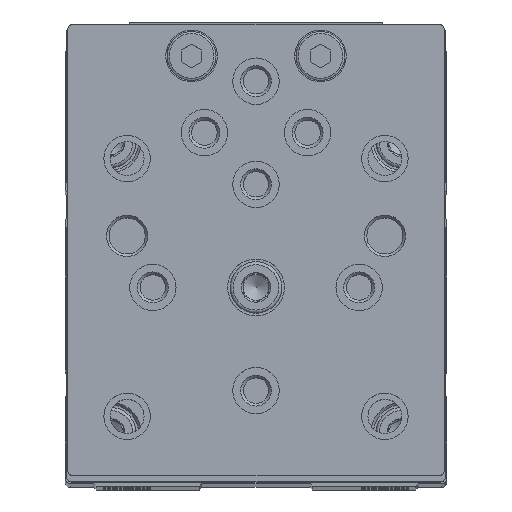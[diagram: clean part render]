
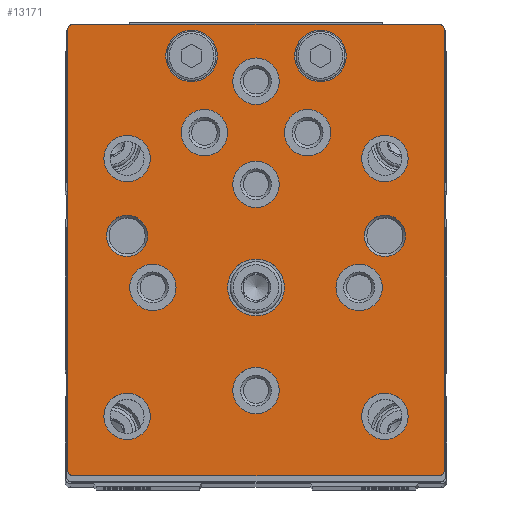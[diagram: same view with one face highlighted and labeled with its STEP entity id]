
A CAD part, top view. The second image highlights one B-rep face of the part: STEP entity #13171.
In plain terms, the highlighted planar face has unit normal (0, 0, 1).
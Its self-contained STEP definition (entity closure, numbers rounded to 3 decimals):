
#572=PLANE('',#14588);
#1186=CIRCLE('',#14574,1.);
#1188=CIRCLE('',#14578,1.);
#1190=CIRCLE('',#14582,1.);
#1192=CIRCLE('',#14586,1.);
#1193=CIRCLE('',#14589,5.5);
#1194=CIRCLE('',#14590,4.);
#1195=CIRCLE('',#14591,4.);
#1196=CIRCLE('',#14592,4.5);
#1197=CIRCLE('',#14593,4.5);
#1198=CIRCLE('',#14594,4.5);
#1199=CIRCLE('',#14595,4.5);
#1200=CIRCLE('',#14596,4.5);
#1201=CIRCLE('',#14597,4.5);
#1202=CIRCLE('',#14598,4.5);
#1203=CIRCLE('',#14599,4.5);
#1204=CIRCLE('',#14600,4.5);
#1205=CIRCLE('',#14601,4.5);
#1206=CIRCLE('',#14602,4.5);
#1207=CIRCLE('',#14603,5.);
#1208=CIRCLE('',#14604,5.);
#2123=LINE('',#22566,#3039);
#2127=LINE('',#22578,#3043);
#2131=LINE('',#22590,#3047);
#2135=LINE('',#22600,#3051);
#3039=VECTOR('',#18175,1000.);
#3043=VECTOR('',#18187,1000.);
#3047=VECTOR('',#18199,1000.);
#3051=VECTOR('',#18211,1000.);
#6168=ORIENTED_EDGE('',*,*,#8106,.T.);
#6169=ORIENTED_EDGE('',*,*,#8107,.T.);
#6170=ORIENTED_EDGE('',*,*,#8108,.T.);
#6171=ORIENTED_EDGE('',*,*,#8109,.T.);
#6172=ORIENTED_EDGE('',*,*,#8110,.T.);
#6173=ORIENTED_EDGE('',*,*,#8111,.T.);
#6174=ORIENTED_EDGE('',*,*,#8112,.T.);
#6175=ORIENTED_EDGE('',*,*,#8113,.T.);
#6176=ORIENTED_EDGE('',*,*,#8114,.T.);
#6177=ORIENTED_EDGE('',*,*,#8115,.T.);
#6178=ORIENTED_EDGE('',*,*,#8116,.T.);
#6179=ORIENTED_EDGE('',*,*,#8117,.T.);
#6180=ORIENTED_EDGE('',*,*,#8118,.T.);
#6181=ORIENTED_EDGE('',*,*,#8119,.T.);
#6182=ORIENTED_EDGE('',*,*,#8120,.F.);
#6183=ORIENTED_EDGE('',*,*,#8121,.F.);
#6184=ORIENTED_EDGE('',*,*,#8083,.T.);
#6185=ORIENTED_EDGE('',*,*,#8087,.T.);
#6186=ORIENTED_EDGE('',*,*,#8090,.T.);
#6187=ORIENTED_EDGE('',*,*,#8093,.T.);
#6188=ORIENTED_EDGE('',*,*,#8096,.T.);
#6189=ORIENTED_EDGE('',*,*,#8099,.T.);
#6190=ORIENTED_EDGE('',*,*,#8102,.T.);
#6191=ORIENTED_EDGE('',*,*,#8105,.T.);
#8083=EDGE_CURVE('',#9403,#9402,#1186,.T.);
#8087=EDGE_CURVE('',#9402,#9405,#2123,.T.);
#8090=EDGE_CURVE('',#9405,#9407,#1188,.T.);
#8093=EDGE_CURVE('',#9407,#9409,#2127,.T.);
#8096=EDGE_CURVE('',#9409,#9411,#1190,.T.);
#8099=EDGE_CURVE('',#9411,#9413,#2131,.T.);
#8102=EDGE_CURVE('',#9413,#9415,#1192,.T.);
#8105=EDGE_CURVE('',#9415,#9403,#2135,.T.);
#8106=EDGE_CURVE('',#9416,#9416,#1193,.T.);
#8107=EDGE_CURVE('',#9417,#9417,#1194,.T.);
#8108=EDGE_CURVE('',#9418,#9418,#1195,.T.);
#8109=EDGE_CURVE('',#9419,#9419,#1196,.T.);
#8110=EDGE_CURVE('',#9420,#9420,#1197,.T.);
#8111=EDGE_CURVE('',#9421,#9421,#1198,.T.);
#8112=EDGE_CURVE('',#9422,#9422,#1199,.T.);
#8113=EDGE_CURVE('',#9423,#9423,#1200,.T.);
#8114=EDGE_CURVE('',#9424,#9424,#1201,.T.);
#8115=EDGE_CURVE('',#9425,#9425,#1202,.T.);
#8116=EDGE_CURVE('',#9426,#9426,#1203,.T.);
#8117=EDGE_CURVE('',#9427,#9427,#1204,.T.);
#8118=EDGE_CURVE('',#9428,#9428,#1205,.T.);
#8119=EDGE_CURVE('',#9429,#9429,#1206,.T.);
#8120=EDGE_CURVE('',#9430,#9430,#1207,.T.);
#8121=EDGE_CURVE('',#9431,#9431,#1208,.T.);
#9402=VERTEX_POINT('',#22557);
#9403=VERTEX_POINT('',#22559);
#9405=VERTEX_POINT('',#22565);
#9407=VERTEX_POINT('',#22571);
#9409=VERTEX_POINT('',#22577);
#9411=VERTEX_POINT('',#22583);
#9413=VERTEX_POINT('',#22589);
#9415=VERTEX_POINT('',#22595);
#9416=VERTEX_POINT('',#22603);
#9417=VERTEX_POINT('',#22605);
#9418=VERTEX_POINT('',#22607);
#9419=VERTEX_POINT('',#22609);
#9420=VERTEX_POINT('',#22611);
#9421=VERTEX_POINT('',#22613);
#9422=VERTEX_POINT('',#22615);
#9423=VERTEX_POINT('',#22617);
#9424=VERTEX_POINT('',#22619);
#9425=VERTEX_POINT('',#22621);
#9426=VERTEX_POINT('',#22623);
#9427=VERTEX_POINT('',#22625);
#9428=VERTEX_POINT('',#22627);
#9429=VERTEX_POINT('',#22629);
#9430=VERTEX_POINT('',#22631);
#9431=VERTEX_POINT('',#22633);
#10717=EDGE_LOOP('',(#6168));
#10718=EDGE_LOOP('',(#6169));
#10719=EDGE_LOOP('',(#6170));
#10720=EDGE_LOOP('',(#6171));
#10721=EDGE_LOOP('',(#6172));
#10722=EDGE_LOOP('',(#6173));
#10723=EDGE_LOOP('',(#6174));
#10724=EDGE_LOOP('',(#6175));
#10725=EDGE_LOOP('',(#6176));
#10726=EDGE_LOOP('',(#6177));
#10727=EDGE_LOOP('',(#6178));
#10728=EDGE_LOOP('',(#6179));
#10729=EDGE_LOOP('',(#6180));
#10730=EDGE_LOOP('',(#6181));
#10731=EDGE_LOOP('',(#6182));
#10732=EDGE_LOOP('',(#6183));
#10733=EDGE_LOOP('',(#6184,#6185,#6186,#6187,#6188,#6189,#6190,#6191));
#11987=FACE_BOUND('',#10717,.T.);
#11988=FACE_BOUND('',#10718,.T.);
#11989=FACE_BOUND('',#10719,.T.);
#11990=FACE_BOUND('',#10720,.T.);
#11991=FACE_BOUND('',#10721,.T.);
#11992=FACE_BOUND('',#10722,.T.);
#11993=FACE_BOUND('',#10723,.T.);
#11994=FACE_BOUND('',#10724,.T.);
#11995=FACE_BOUND('',#10725,.T.);
#11996=FACE_BOUND('',#10726,.T.);
#11997=FACE_BOUND('',#10727,.T.);
#11998=FACE_BOUND('',#10728,.T.);
#11999=FACE_BOUND('',#10729,.T.);
#12000=FACE_BOUND('',#10730,.T.);
#12001=FACE_BOUND('',#10731,.T.);
#12002=FACE_BOUND('',#10732,.T.);
#12003=FACE_BOUND('',#10733,.T.);
#13171=ADVANCED_FACE('',(#11987,#11988,#11989,#11990,#11991,#11992,#11993,
#11994,#11995,#11996,#11997,#11998,#11999,#12000,#12001,#12002,#12003),
#572,.T.);
#14574=AXIS2_PLACEMENT_3D('',#22558,#18168,#18169);
#14578=AXIS2_PLACEMENT_3D('',#22572,#18181,#18182);
#14582=AXIS2_PLACEMENT_3D('',#22584,#18193,#18194);
#14586=AXIS2_PLACEMENT_3D('',#22596,#18205,#18206);
#14588=AXIS2_PLACEMENT_3D('',#22601,#18212,#18213);
#14589=AXIS2_PLACEMENT_3D('',#22602,#18214,#18215);
#14590=AXIS2_PLACEMENT_3D('',#22604,#18216,#18217);
#14591=AXIS2_PLACEMENT_3D('',#22606,#18218,#18219);
#14592=AXIS2_PLACEMENT_3D('',#22608,#18220,#18221);
#14593=AXIS2_PLACEMENT_3D('',#22610,#18222,#18223);
#14594=AXIS2_PLACEMENT_3D('',#22612,#18224,#18225);
#14595=AXIS2_PLACEMENT_3D('',#22614,#18226,#18227);
#14596=AXIS2_PLACEMENT_3D('',#22616,#18228,#18229);
#14597=AXIS2_PLACEMENT_3D('',#22618,#18230,#18231);
#14598=AXIS2_PLACEMENT_3D('',#22620,#18232,#18233);
#14599=AXIS2_PLACEMENT_3D('',#22622,#18234,#18235);
#14600=AXIS2_PLACEMENT_3D('',#22624,#18236,#18237);
#14601=AXIS2_PLACEMENT_3D('',#22626,#18238,#18239);
#14602=AXIS2_PLACEMENT_3D('',#22628,#18240,#18241);
#14603=AXIS2_PLACEMENT_3D('',#22630,#18242,#18243);
#14604=AXIS2_PLACEMENT_3D('',#22632,#18244,#18245);
#18168=DIRECTION('',(0.,0.,1.));
#18169=DIRECTION('',(1.,0.,0.));
#18175=DIRECTION('',(0.,-1.,0.));
#18181=DIRECTION('',(0.,0.,1.));
#18182=DIRECTION('',(1.,0.,0.));
#18187=DIRECTION('',(1.,0.,0.));
#18193=DIRECTION('',(0.,0.,1.));
#18194=DIRECTION('',(1.,0.,0.));
#18199=DIRECTION('',(0.,1.,0.));
#18205=DIRECTION('',(0.,0.,1.));
#18206=DIRECTION('',(1.,0.,0.));
#18211=DIRECTION('',(-1.,0.,0.));
#18212=DIRECTION('',(0.,0.,1.));
#18213=DIRECTION('',(1.,0.,0.));
#18214=DIRECTION('',(0.,0.,-1.));
#18215=DIRECTION('',(-1.,0.,0.));
#18216=DIRECTION('',(0.,0.,-1.));
#18217=DIRECTION('',(-1.,0.,0.));
#18218=DIRECTION('',(0.,0.,-1.));
#18219=DIRECTION('',(-1.,0.,0.));
#18220=DIRECTION('',(0.,0.,-1.));
#18221=DIRECTION('',(-1.,0.,0.));
#18222=DIRECTION('',(0.,0.,-1.));
#18223=DIRECTION('',(-1.,0.,0.));
#18224=DIRECTION('',(0.,0.,-1.));
#18225=DIRECTION('',(-1.,0.,0.));
#18226=DIRECTION('',(0.,0.,-1.));
#18227=DIRECTION('',(-1.,0.,0.));
#18228=DIRECTION('',(0.,0.,-1.));
#18229=DIRECTION('',(-1.,0.,0.));
#18230=DIRECTION('',(0.,0.,-1.));
#18231=DIRECTION('',(-1.,0.,0.));
#18232=DIRECTION('',(0.,0.,-1.));
#18233=DIRECTION('',(-1.,0.,0.));
#18234=DIRECTION('',(0.,0.,-1.));
#18235=DIRECTION('',(-1.,0.,0.));
#18236=DIRECTION('',(0.,0.,-1.));
#18237=DIRECTION('',(-1.,0.,0.));
#18238=DIRECTION('',(0.,0.,-1.));
#18239=DIRECTION('',(-1.,0.,0.));
#18240=DIRECTION('',(0.,0.,-1.));
#18241=DIRECTION('',(-1.,0.,0.));
#18242=DIRECTION('',(0.,0.,1.));
#18243=DIRECTION('',(1.,0.,0.));
#18244=DIRECTION('',(0.,0.,1.));
#18245=DIRECTION('',(1.,0.,0.));
#22557=CARTESIAN_POINT('',(-36.5,-1.5,15.));
#22558=CARTESIAN_POINT('',(-35.5,-1.5,15.));
#22559=CARTESIAN_POINT('',(-35.5,-0.5,15.));
#22565=CARTESIAN_POINT('',(-36.5,-87.,15.));
#22566=CARTESIAN_POINT('',(-36.5,-1.5,15.));
#22571=CARTESIAN_POINT('',(-35.5,-88.,15.));
#22572=CARTESIAN_POINT('',(-35.5,-87.,15.));
#22577=CARTESIAN_POINT('',(35.5,-88.,15.));
#22578=CARTESIAN_POINT('',(-35.5,-88.,15.));
#22583=CARTESIAN_POINT('',(36.5,-87.,15.));
#22584=CARTESIAN_POINT('',(35.5,-87.,15.));
#22589=CARTESIAN_POINT('',(36.5,-1.5,15.));
#22590=CARTESIAN_POINT('',(36.5,-87.,15.));
#22595=CARTESIAN_POINT('',(35.5,-0.5,15.));
#22596=CARTESIAN_POINT('',(35.5,-1.5,15.));
#22600=CARTESIAN_POINT('',(35.5,-0.5,15.));
#22601=CARTESIAN_POINT('',(-35.5,-1.5,15.));
#22602=CARTESIAN_POINT('',(0.,-51.5,15.));
#22603=CARTESIAN_POINT('',(-5.5,-51.5,15.));
#22604=CARTESIAN_POINT('',(-25.,-41.5,15.));
#22605=CARTESIAN_POINT('',(-29.,-41.5,15.));
#22606=CARTESIAN_POINT('',(25.,-41.5,15.));
#22607=CARTESIAN_POINT('',(21.,-41.5,15.));
#22608=CARTESIAN_POINT('',(-25.,-26.5,15.));
#22609=CARTESIAN_POINT('',(-29.5,-26.5,15.));
#22610=CARTESIAN_POINT('',(-25.,-76.5,15.));
#22611=CARTESIAN_POINT('',(-29.5,-76.5,15.));
#22612=CARTESIAN_POINT('',(25.,-76.5,15.));
#22613=CARTESIAN_POINT('',(20.5,-76.5,15.));
#22614=CARTESIAN_POINT('',(25.,-26.5,15.));
#22615=CARTESIAN_POINT('',(20.5,-26.5,15.));
#22616=CARTESIAN_POINT('',(0.,-71.5,15.));
#22617=CARTESIAN_POINT('',(-4.5,-71.5,15.));
#22618=CARTESIAN_POINT('',(-20.,-51.5,15.));
#22619=CARTESIAN_POINT('',(-24.5,-51.5,15.));
#22620=CARTESIAN_POINT('',(0.,-11.5,15.));
#22621=CARTESIAN_POINT('',(-4.5,-11.5,15.));
#22622=CARTESIAN_POINT('',(10.,-21.5,15.));
#22623=CARTESIAN_POINT('',(5.5,-21.5,15.));
#22624=CARTESIAN_POINT('',(-10.,-21.5,15.));
#22625=CARTESIAN_POINT('',(-14.5,-21.5,15.));
#22626=CARTESIAN_POINT('',(0.,-31.5,15.));
#22627=CARTESIAN_POINT('',(-4.5,-31.5,15.));
#22628=CARTESIAN_POINT('',(20.,-51.5,15.));
#22629=CARTESIAN_POINT('',(15.5,-51.5,15.));
#22630=CARTESIAN_POINT('',(-12.5,-6.6,15.));
#22631=CARTESIAN_POINT('',(-7.5,-6.6,15.));
#22632=CARTESIAN_POINT('',(12.5,-6.6,15.));
#22633=CARTESIAN_POINT('',(17.5,-6.6,15.));
